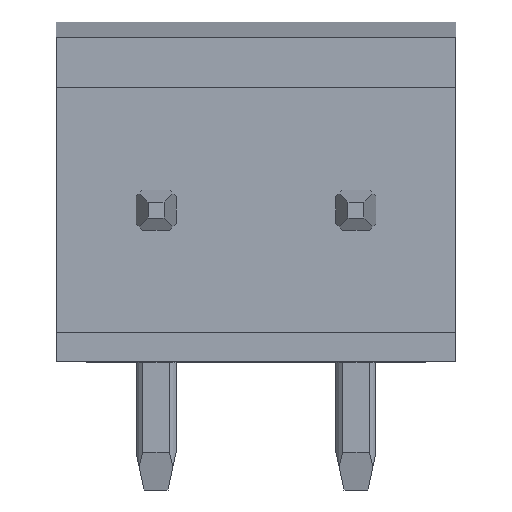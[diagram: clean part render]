
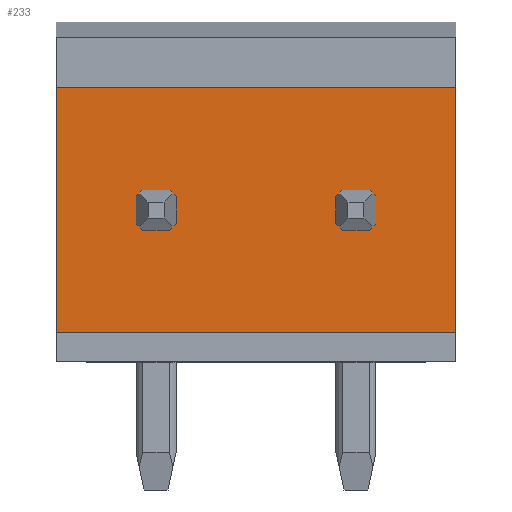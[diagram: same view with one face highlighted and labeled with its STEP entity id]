
A CAD part, front view. The second image highlights one B-rep face of the part: STEP entity #233.
In plain terms, the highlighted planar face has unit normal (0, -1, 0).
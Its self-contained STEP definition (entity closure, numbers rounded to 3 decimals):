
#74=AXIS2_PLACEMENT_3D('Plane Axis2P3D',#71,#72,#73) ;
#103=AXIS2_PLACEMENT_3D('Circle Axis2P3D',#101,#102,$) ;
#119=AXIS2_PLACEMENT_3D('Circle Axis2P3D',#117,#118,$) ;
#133=AXIS2_PLACEMENT_3D('Circle Axis2P3D',#131,#132,$) ;
#147=AXIS2_PLACEMENT_3D('Circle Axis2P3D',#145,#146,$) ;
#169=AXIS2_PLACEMENT_3D('Circle Axis2P3D',#167,#168,$) ;
#185=AXIS2_PLACEMENT_3D('Circle Axis2P3D',#183,#184,$) ;
#199=AXIS2_PLACEMENT_3D('Circle Axis2P3D',#197,#198,$) ;
#213=AXIS2_PLACEMENT_3D('Circle Axis2P3D',#211,#212,$) ;
#42=CARTESIAN_POINT('Vertex',(10.,8.55,3.93)) ;
#45=CARTESIAN_POINT('Line Origine',(5.,8.55,3.93)) ;
#49=CARTESIAN_POINT('Vertex',(0.,8.55,3.93)) ;
#71=CARTESIAN_POINT('Axis2P3D Location',(0.,8.55,10.06)) ;
#76=CARTESIAN_POINT('Line Origine',(10.,8.55,6.995)) ;
#80=CARTESIAN_POINT('Vertex',(10.,8.55,10.06)) ;
#83=CARTESIAN_POINT('Line Origine',(5.,8.55,10.06)) ;
#87=CARTESIAN_POINT('Vertex',(0.,8.55,10.06)) ;
#90=CARTESIAN_POINT('Line Origine',(0.,8.55,6.995)) ;
#101=CARTESIAN_POINT('Axis2P3D Location',(2.5,8.55,7.)) ;
#105=CARTESIAN_POINT('Vertex',(2.832,8.55,6.5)) ;
#107=CARTESIAN_POINT('Vertex',(3.,8.55,6.668)) ;
#110=CARTESIAN_POINT('Line Origine',(2.5,8.55,6.5)) ;
#114=CARTESIAN_POINT('Vertex',(2.168,8.55,6.5)) ;
#117=CARTESIAN_POINT('Axis2P3D Location',(2.5,8.55,7.)) ;
#121=CARTESIAN_POINT('Vertex',(2.,8.55,6.668)) ;
#124=CARTESIAN_POINT('Line Origine',(2.,8.55,7.)) ;
#128=CARTESIAN_POINT('Vertex',(2.,8.55,7.332)) ;
#131=CARTESIAN_POINT('Axis2P3D Location',(2.5,8.55,7.)) ;
#135=CARTESIAN_POINT('Vertex',(2.168,8.55,7.5)) ;
#138=CARTESIAN_POINT('Line Origine',(2.5,8.55,7.5)) ;
#142=CARTESIAN_POINT('Vertex',(2.832,8.55,7.5)) ;
#145=CARTESIAN_POINT('Axis2P3D Location',(2.5,8.55,7.)) ;
#149=CARTESIAN_POINT('Vertex',(3.,8.55,7.332)) ;
#152=CARTESIAN_POINT('Line Origine',(3.,8.55,7.)) ;
#167=CARTESIAN_POINT('Axis2P3D Location',(7.5,8.55,7.)) ;
#171=CARTESIAN_POINT('Vertex',(7.832,8.55,6.5)) ;
#173=CARTESIAN_POINT('Vertex',(8.,8.55,6.668)) ;
#176=CARTESIAN_POINT('Line Origine',(7.5,8.55,6.5)) ;
#180=CARTESIAN_POINT('Vertex',(7.168,8.55,6.5)) ;
#183=CARTESIAN_POINT('Axis2P3D Location',(7.5,8.55,7.)) ;
#187=CARTESIAN_POINT('Vertex',(7.,8.55,6.668)) ;
#190=CARTESIAN_POINT('Line Origine',(7.,8.55,7.)) ;
#194=CARTESIAN_POINT('Vertex',(7.,8.55,7.332)) ;
#197=CARTESIAN_POINT('Axis2P3D Location',(7.5,8.55,7.)) ;
#201=CARTESIAN_POINT('Vertex',(7.168,8.55,7.5)) ;
#204=CARTESIAN_POINT('Line Origine',(7.5,8.55,7.5)) ;
#208=CARTESIAN_POINT('Vertex',(7.832,8.55,7.5)) ;
#211=CARTESIAN_POINT('Axis2P3D Location',(7.5,8.55,7.)) ;
#215=CARTESIAN_POINT('Vertex',(8.,8.55,7.332)) ;
#218=CARTESIAN_POINT('Line Origine',(8.,8.55,7.)) ;
#46=DIRECTION('Vector Direction',(1.,0.,0.)) ;
#72=DIRECTION('Axis2P3D Direction',(0.,-1.,0.)) ;
#73=DIRECTION('Axis2P3D XDirection',(0.,0.,-1.)) ;
#77=DIRECTION('Vector Direction',(0.,0.,-1.)) ;
#84=DIRECTION('Vector Direction',(1.,0.,0.)) ;
#91=DIRECTION('Vector Direction',(0.,0.,-1.)) ;
#102=DIRECTION('Axis2P3D Direction',(0.,-1.,0.)) ;
#111=DIRECTION('Vector Direction',(-1.,0.,0.)) ;
#118=DIRECTION('Axis2P3D Direction',(0.,-1.,0.)) ;
#125=DIRECTION('Vector Direction',(0.,0.,-1.)) ;
#132=DIRECTION('Axis2P3D Direction',(0.,-1.,0.)) ;
#139=DIRECTION('Vector Direction',(1.,0.,0.)) ;
#146=DIRECTION('Axis2P3D Direction',(0.,-1.,0.)) ;
#153=DIRECTION('Vector Direction',(0.,0.,-1.)) ;
#168=DIRECTION('Axis2P3D Direction',(0.,-1.,0.)) ;
#177=DIRECTION('Vector Direction',(-1.,0.,0.)) ;
#184=DIRECTION('Axis2P3D Direction',(0.,-1.,0.)) ;
#191=DIRECTION('Vector Direction',(0.,0.,-1.)) ;
#198=DIRECTION('Axis2P3D Direction',(0.,-1.,0.)) ;
#205=DIRECTION('Vector Direction',(1.,0.,0.)) ;
#212=DIRECTION('Axis2P3D Direction',(0.,-1.,0.)) ;
#219=DIRECTION('Vector Direction',(0.,0.,-1.)) ;
#47=VECTOR('Line Direction',#46,1.) ;
#78=VECTOR('Line Direction',#77,1.) ;
#85=VECTOR('Line Direction',#84,1.) ;
#92=VECTOR('Line Direction',#91,1.) ;
#112=VECTOR('Line Direction',#111,1.) ;
#126=VECTOR('Line Direction',#125,1.) ;
#140=VECTOR('Line Direction',#139,1.) ;
#154=VECTOR('Line Direction',#153,1.) ;
#178=VECTOR('Line Direction',#177,1.) ;
#192=VECTOR('Line Direction',#191,1.) ;
#206=VECTOR('Line Direction',#205,1.) ;
#220=VECTOR('Line Direction',#219,1.) ;
#96=ORIENTED_EDGE('',*,*,#82,.T.) ;
#97=ORIENTED_EDGE('',*,*,#89,.F.) ;
#98=ORIENTED_EDGE('',*,*,#94,.F.) ;
#99=ORIENTED_EDGE('',*,*,#51,.T.) ;
#158=ORIENTED_EDGE('',*,*,#109,.F.) ;
#159=ORIENTED_EDGE('',*,*,#116,.T.) ;
#160=ORIENTED_EDGE('',*,*,#123,.F.) ;
#161=ORIENTED_EDGE('',*,*,#130,.F.) ;
#162=ORIENTED_EDGE('',*,*,#137,.F.) ;
#163=ORIENTED_EDGE('',*,*,#144,.T.) ;
#164=ORIENTED_EDGE('',*,*,#151,.F.) ;
#165=ORIENTED_EDGE('',*,*,#156,.T.) ;
#224=ORIENTED_EDGE('',*,*,#175,.F.) ;
#225=ORIENTED_EDGE('',*,*,#182,.T.) ;
#226=ORIENTED_EDGE('',*,*,#189,.F.) ;
#227=ORIENTED_EDGE('',*,*,#196,.F.) ;
#228=ORIENTED_EDGE('',*,*,#203,.F.) ;
#229=ORIENTED_EDGE('',*,*,#210,.T.) ;
#230=ORIENTED_EDGE('',*,*,#217,.F.) ;
#231=ORIENTED_EDGE('',*,*,#222,.T.) ;
#166=FACE_BOUND('',#157,.T.) ;
#232=FACE_BOUND('',#223,.T.) ;
#233=ADVANCED_FACE('Housing',(#100,#166,#232),#75,.T.) ;
#104=CIRCLE('generated circle',#103,0.6) ;
#120=CIRCLE('generated circle',#119,0.6) ;
#134=CIRCLE('generated circle',#133,0.6) ;
#148=CIRCLE('generated circle',#147,0.6) ;
#170=CIRCLE('generated circle',#169,0.6) ;
#186=CIRCLE('generated circle',#185,0.6) ;
#200=CIRCLE('generated circle',#199,0.6) ;
#214=CIRCLE('generated circle',#213,0.6) ;
#51=EDGE_CURVE('',#50,#43,#48,.T.) ;
#82=EDGE_CURVE('',#43,#81,#79,.F.) ;
#89=EDGE_CURVE('',#88,#81,#86,.T.) ;
#94=EDGE_CURVE('',#50,#88,#93,.F.) ;
#109=EDGE_CURVE('',#106,#108,#104,.T.) ;
#116=EDGE_CURVE('',#106,#115,#113,.T.) ;
#123=EDGE_CURVE('',#122,#115,#120,.T.) ;
#130=EDGE_CURVE('',#129,#122,#127,.T.) ;
#137=EDGE_CURVE('',#136,#129,#134,.T.) ;
#144=EDGE_CURVE('',#136,#143,#141,.T.) ;
#151=EDGE_CURVE('',#150,#143,#148,.T.) ;
#156=EDGE_CURVE('',#150,#108,#155,.T.) ;
#175=EDGE_CURVE('',#172,#174,#170,.T.) ;
#182=EDGE_CURVE('',#172,#181,#179,.T.) ;
#189=EDGE_CURVE('',#188,#181,#186,.T.) ;
#196=EDGE_CURVE('',#195,#188,#193,.T.) ;
#203=EDGE_CURVE('',#202,#195,#200,.T.) ;
#210=EDGE_CURVE('',#202,#209,#207,.T.) ;
#217=EDGE_CURVE('',#216,#209,#214,.T.) ;
#222=EDGE_CURVE('',#216,#174,#221,.T.) ;
#95=EDGE_LOOP('',(#96,#97,#98,#99)) ;
#157=EDGE_LOOP('',(#158,#159,#160,#161,#162,#163,#164,#165)) ;
#223=EDGE_LOOP('',(#224,#225,#226,#227,#228,#229,#230,#231)) ;
#100=FACE_OUTER_BOUND('',#95,.T.) ;
#48=LINE('Line',#45,#47) ;
#79=LINE('Line',#76,#78) ;
#86=LINE('Line',#83,#85) ;
#93=LINE('Line',#90,#92) ;
#113=LINE('Line',#110,#112) ;
#127=LINE('Line',#124,#126) ;
#141=LINE('Line',#138,#140) ;
#155=LINE('Line',#152,#154) ;
#179=LINE('Line',#176,#178) ;
#193=LINE('Line',#190,#192) ;
#207=LINE('Line',#204,#206) ;
#221=LINE('Line',#218,#220) ;
#75=PLANE('',#74) ;
#43=VERTEX_POINT('',#42) ;
#50=VERTEX_POINT('',#49) ;
#81=VERTEX_POINT('',#80) ;
#88=VERTEX_POINT('',#87) ;
#106=VERTEX_POINT('',#105) ;
#108=VERTEX_POINT('',#107) ;
#115=VERTEX_POINT('',#114) ;
#122=VERTEX_POINT('',#121) ;
#129=VERTEX_POINT('',#128) ;
#136=VERTEX_POINT('',#135) ;
#143=VERTEX_POINT('',#142) ;
#150=VERTEX_POINT('',#149) ;
#172=VERTEX_POINT('',#171) ;
#174=VERTEX_POINT('',#173) ;
#181=VERTEX_POINT('',#180) ;
#188=VERTEX_POINT('',#187) ;
#195=VERTEX_POINT('',#194) ;
#202=VERTEX_POINT('',#201) ;
#209=VERTEX_POINT('',#208) ;
#216=VERTEX_POINT('',#215) ;
